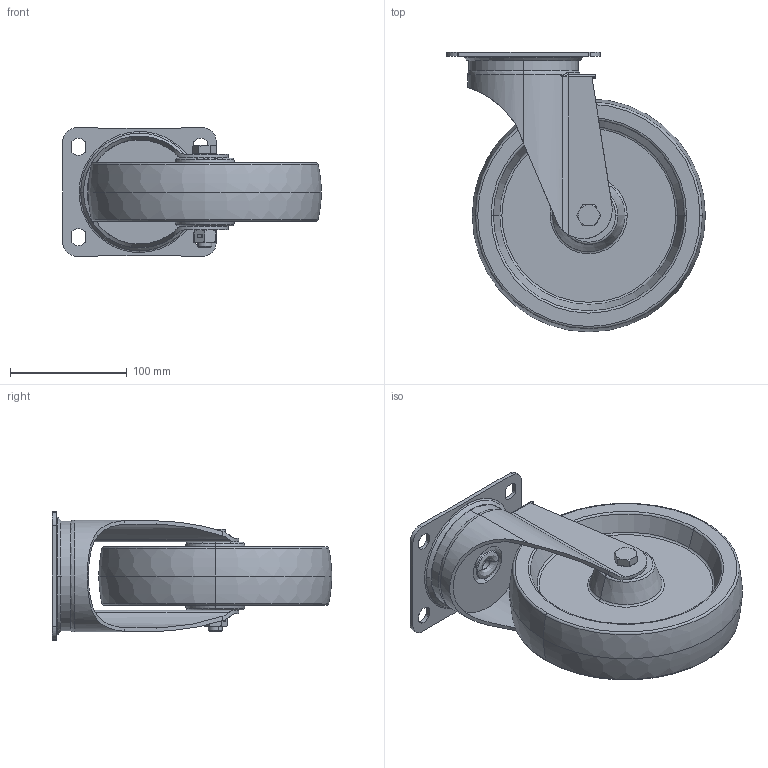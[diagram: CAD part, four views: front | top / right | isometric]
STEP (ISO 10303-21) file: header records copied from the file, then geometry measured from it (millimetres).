
FILE_DESCRIPTION (( 'STEP AP214' ), '1' );
FILE_NAME ('0030248_L-IT-HDK-200-G-3.STEP', '2017-03-03T11:01:08', ( '' ), ( '' ), 'SwSTEP 2.0', 'SolidWorks 2016', '' );
FILE_SCHEMA (( 'AUTOMOTIVE_DESIGN' ));
Length unit declared in the file: millimetre
Products named in the file (1): 0030248_L-IT-HDK-200-G-3
Bounding box: 222 x 240 x 110 mm (x, y, z)
Surface area: 224475.1 mm2 (no closed solid volume)
Topology: 0 solids, 8 shells, 316 faces, 740 edges, 451 vertices
Faces by surface type: plane 88, cylinder 86, cone 54, bspline 54, torus 34
Entity records: 14860 total; most frequent: CARTESIAN_POINT 4230, DIRECTION 1526, ORIENTED_EDGE 1472, EDGE_CURVE 736, AXIS2_PLACEMENT_3D 636, VERTEX_POINT 451, CIRCLE 373, EDGE_LOOP 355
